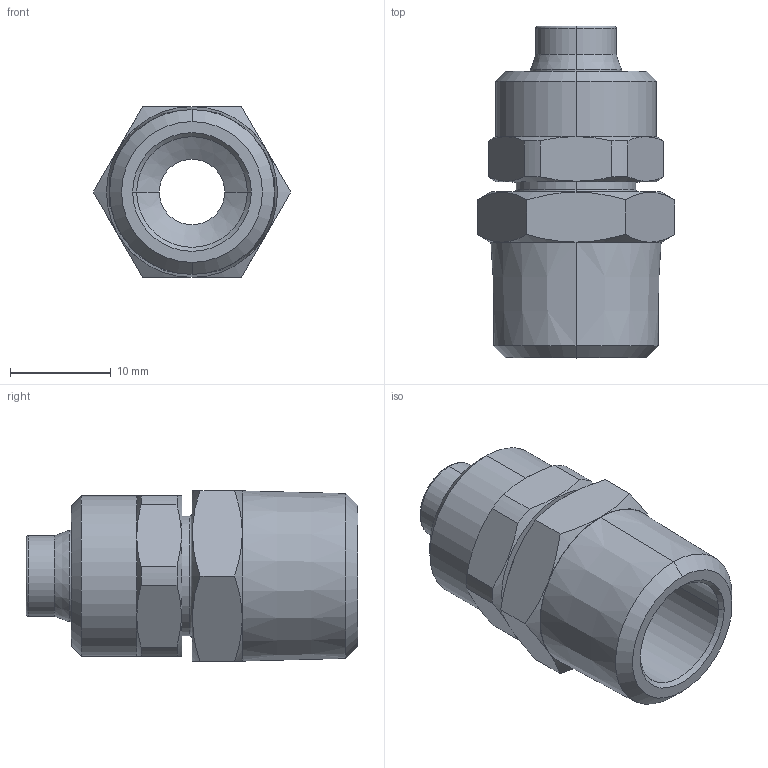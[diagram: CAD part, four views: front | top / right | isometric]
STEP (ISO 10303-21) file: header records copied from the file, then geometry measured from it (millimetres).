
FILE_DESCRIPTION (( 'STEP AP203' ), '1' );
FILE_NAME ('02010053.STEP', '2011-09-05T14:59:31', ( '' ), ( 'sopra-pneumatic' ), 'SwSTEP 2.0', 'SolidWorks 2011', '' );
FILE_SCHEMA (( 'CONFIG_CONTROL_DESIGN' ));
Length unit declared in the file: millimetre
Products named in the file (1): 02010053
Bounding box: 19.63 x 33 x 17 mm (x, y, z)
Volume: 4377.2 mm3; surface area: 2955.3 mm2
Topology: 1 solids, 1 shells, 70 faces, 158 edges, 94 vertices
Faces by surface type: cone 30, cylinder 18, plane 18, torus 4
Entity records: 2181 total; most frequent: CARTESIAN_POINT 563, DIRECTION 330, ORIENTED_EDGE 316, EDGE_CURVE 158, AXIS2_PLACEMENT_3D 141, VERTEX_POINT 94, EDGE_LOOP 76, CIRCLE 70
